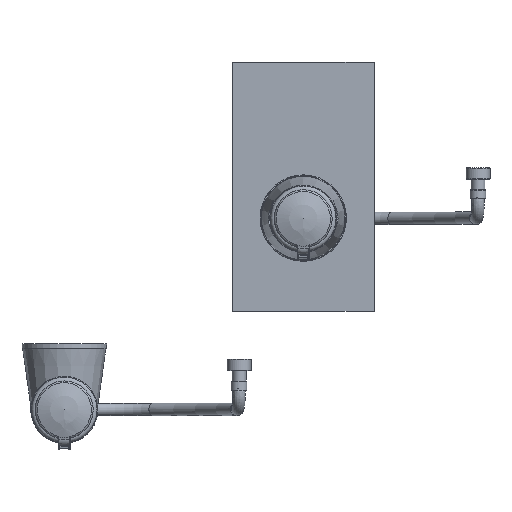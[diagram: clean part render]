
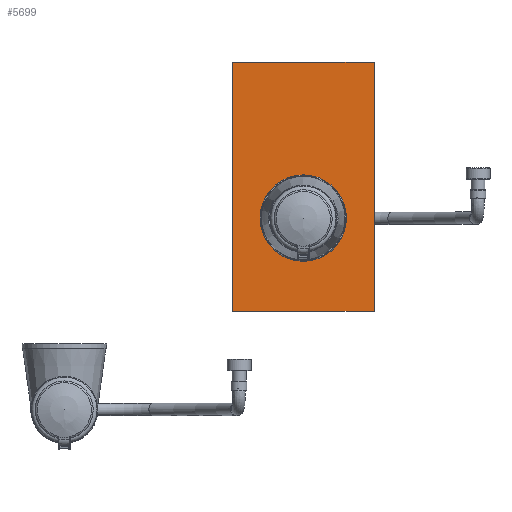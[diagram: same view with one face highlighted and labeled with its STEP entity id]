
A CAD part, top view. The second image highlights one B-rep face of the part: STEP entity #5699.
In plain terms, the highlighted planar face has unit normal (0, 0, 1).
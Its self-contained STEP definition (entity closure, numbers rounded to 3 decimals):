
#955=LINE('',#38528,#1573);
#956=LINE('',#38531,#1574);
#957=LINE('',#38533,#1575);
#958=LINE('',#38535,#1576);
#1573=VECTOR('',#28781,1.);
#1574=VECTOR('',#28782,1.);
#1575=VECTOR('',#28783,1.);
#1576=VECTOR('',#28784,1.);
#4354=PLANE('',#26075);
#5699=ADVANCED_FACE('',(#7550),#4354,.T.);
#7550=FACE_OUTER_BOUND('',#9282,.T.);
#9282=EDGE_LOOP('',(#11850,#11851,#11852,#11853));
#11850=ORIENTED_EDGE('',*,*,#21043,.T.);
#11851=ORIENTED_EDGE('',*,*,#21044,.T.);
#11852=ORIENTED_EDGE('',*,*,#21045,.T.);
#11853=ORIENTED_EDGE('',*,*,#21046,.T.);
#18716=VERTEX_POINT('',#38529);
#18717=VERTEX_POINT('',#38530);
#18718=VERTEX_POINT('',#38532);
#18719=VERTEX_POINT('',#38534);
#21043=EDGE_CURVE('',#18716,#18717,#955,.T.);
#21044=EDGE_CURVE('',#18717,#18718,#956,.T.);
#21045=EDGE_CURVE('',#18718,#18719,#957,.T.);
#21046=EDGE_CURVE('',#18719,#18716,#958,.T.);
#26075=AXIS2_PLACEMENT_3D('',#38536,#28785,#28786);
#28781=DIRECTION('',(1.,0.,0.));
#28782=DIRECTION('',(0.,1.,0.));
#28783=DIRECTION('',(-1.,0.,0.));
#28784=DIRECTION('',(0.,-1.,0.));
#28785=DIRECTION('',(0.,0.,1.));
#28786=DIRECTION('',(0.,1.,0.));
#38528=CARTESIAN_POINT('',(149.687,95.482,-248.));
#38529=CARTESIAN_POINT('',(75.474,95.482,-248.));
#38530=CARTESIAN_POINT('',(223.901,95.482,-248.));
#38531=CARTESIAN_POINT('',(223.901,225.836,-248.));
#38532=CARTESIAN_POINT('',(223.901,356.191,-248.));
#38533=CARTESIAN_POINT('',(149.687,356.191,-248.));
#38534=CARTESIAN_POINT('',(75.474,356.191,-248.));
#38535=CARTESIAN_POINT('',(75.474,225.836,-248.));
#38536=CARTESIAN_POINT('',(223.902,95.481,-248.));
